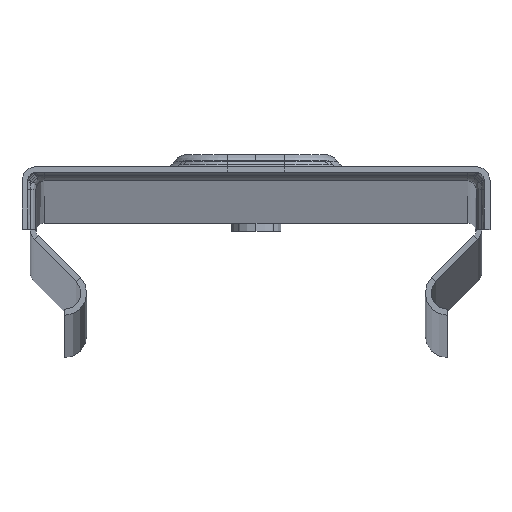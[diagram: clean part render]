
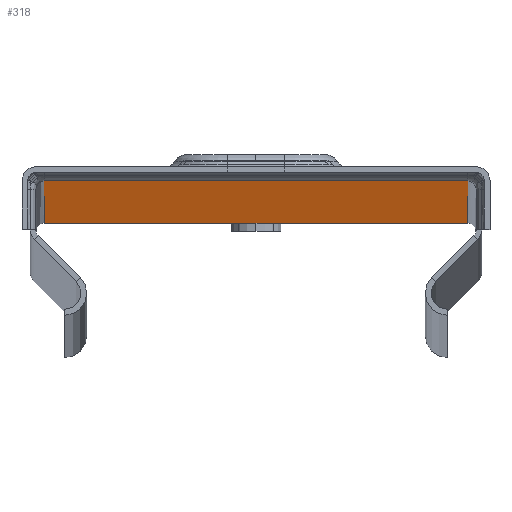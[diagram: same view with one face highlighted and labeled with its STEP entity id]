
A CAD part, top view. The second image highlights one B-rep face of the part: STEP entity #318.
In plain terms, the highlighted planar face has unit normal (0, -1, 0).
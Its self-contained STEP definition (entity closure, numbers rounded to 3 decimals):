
#53 = CARTESIAN_POINT ( 'NONE',  ( -27., 0., 3000. ) ) ;
#67 = PLANE ( 'NONE',  #208 ) ;
#208 = AXIS2_PLACEMENT_3D ( 'NONE', #53, #3504, #1916 ) ;
#318 = ADVANCED_FACE ( 'NONE', ( #804, #3227 ), #67, .F. ) ;
#394 = LINE ( 'NONE', #1270, #1124 ) ;
#418 = VERTEX_POINT ( 'NONE', #2196 ) ;
#453 = CARTESIAN_POINT ( 'NONE',  ( 3., 0., 14.001 ) ) ;
#456 = EDGE_CURVE ( 'NONE', #2474, #3981, #1041, .T. ) ;
#461 = ORIENTED_EDGE ( 'NONE', *, *, #943, .F. ) ;
#487 = LINE ( 'NONE', #3322, #2896 ) ;
#508 = LINE ( 'NONE', #2754, #3847 ) ;
#595 = CARTESIAN_POINT ( 'NONE',  ( 3., 0., 6.903 ) ) ;
#645 = ORIENTED_EDGE ( 'NONE', *, *, #2729, .T. ) ;
#772 = DIRECTION ( 'NONE',  ( 1., 0., 0. ) ) ;
#793 = CIRCLE ( 'NONE', #2051, 7.098 ) ;
#804 = FACE_OUTER_BOUND ( 'NONE', #3764, .T. ) ;
#827 = VERTEX_POINT ( 'NONE', #3896 ) ;
#843 = ORIENTED_EDGE ( 'NONE', *, *, #1590, .F. ) ;
#853 = DIRECTION ( 'NONE',  ( 0., -1., 0. ) ) ;
#943 = EDGE_CURVE ( 'NONE', #3981, #1137, #508, .T. ) ;
#1018 = ORIENTED_EDGE ( 'NONE', *, *, #3367, .F. ) ;
#1041 = CIRCLE ( 'NONE', #1256, 7.098 ) ;
#1124 = VECTOR ( 'NONE', #2215, 1000. ) ;
#1137 = VERTEX_POINT ( 'NONE', #595 ) ;
#1142 = CARTESIAN_POINT ( 'NONE',  ( 26., 0., 0. ) ) ;
#1223 = DIRECTION ( 'NONE',  ( 1., 0., 0. ) ) ;
#1256 = AXIS2_PLACEMENT_3D ( 'NONE', #1542, #3438, #1223 ) ;
#1270 = CARTESIAN_POINT ( 'NONE',  ( 0., 0., 21.099 ) ) ;
#1396 = CARTESIAN_POINT ( 'NONE',  ( 26., 0., 2968.764 ) ) ;
#1445 = EDGE_CURVE ( 'NONE', #2503, #827, #793, .T. ) ;
#1477 = CARTESIAN_POINT ( 'NONE',  ( -26., 0., 3000. ) ) ;
#1542 = CARTESIAN_POINT ( 'NONE',  ( -3., 0., 14.001 ) ) ;
#1560 = AXIS2_PLACEMENT_3D ( 'NONE', #453, #2662, #772 ) ;
#1574 = DIRECTION ( 'NONE',  ( -1., 0., 0. ) ) ;
#1589 = EDGE_CURVE ( 'NONE', #827, #2474, #394, .T. ) ;
#1590 = EDGE_CURVE ( 'NONE', #3382, #1883, #2080, .T. ) ;
#1651 = CARTESIAN_POINT ( 'NONE',  ( -3., 0., 21.099 ) ) ;
#1659 = ORIENTED_EDGE ( 'NONE', *, *, #1445, .F. ) ;
#1856 = CARTESIAN_POINT ( 'NONE',  ( -3., 0., 6.903 ) ) ;
#1883 = VERTEX_POINT ( 'NONE', #1142 ) ;
#1916 = DIRECTION ( 'NONE',  ( 0., 0., 1. ) ) ;
#1952 = VERTEX_POINT ( 'NONE', #4027 ) ;
#2051 = AXIS2_PLACEMENT_3D ( 'NONE', #2746, #853, #3062 ) ;
#2080 = LINE ( 'NONE', #2233, #3548 ) ;
#2196 = CARTESIAN_POINT ( 'NONE',  ( -26., 0., 0. ) ) ;
#2215 = DIRECTION ( 'NONE',  ( -1., 0., 0. ) ) ;
#2233 = CARTESIAN_POINT ( 'NONE',  ( 26., 0., 3000. ) ) ;
#2257 = EDGE_CURVE ( 'NONE', #418, #1883, #487, .T. ) ;
#2345 = ORIENTED_EDGE ( 'NONE', *, *, #1589, .F. ) ;
#2474 = VERTEX_POINT ( 'NONE', #1651 ) ;
#2503 = VERTEX_POINT ( 'NONE', #3557 ) ;
#2549 = DIRECTION ( 'NONE',  ( 0., 0., -1. ) ) ;
#2662 = DIRECTION ( 'NONE',  ( 0., -1., 0. ) ) ;
#2729 = EDGE_CURVE ( 'NONE', #1952, #418, #3923, .T. ) ;
#2746 = CARTESIAN_POINT ( 'NONE',  ( 3., 0., 14.001 ) ) ;
#2754 = CARTESIAN_POINT ( 'NONE',  ( 0., 0., 6.903 ) ) ;
#2849 = EDGE_LOOP ( 'NONE', ( #2345, #1659, #1018, #461, #3778 ) ) ;
#2896 = VECTOR ( 'NONE', #4059, 1000. ) ;
#3062 = DIRECTION ( 'NONE',  ( 1., 0., 0. ) ) ;
#3070 = DIRECTION ( 'NONE',  ( 1., 0., 0. ) ) ;
#3094 = LINE ( 'NONE', #3163, #3818 ) ;
#3163 = CARTESIAN_POINT ( 'NONE',  ( -27., 0., 2968.764 ) ) ;
#3183 = EDGE_CURVE ( 'NONE', #3382, #1952, #3094, .T. ) ;
#3227 = FACE_BOUND ( 'NONE', #2849, .T. ) ;
#3322 = CARTESIAN_POINT ( 'NONE',  ( -27., 0., 0. ) ) ;
#3367 = EDGE_CURVE ( 'NONE', #1137, #2503, #4055, .T. ) ;
#3370 = DIRECTION ( 'NONE',  ( 0., 0., -1. ) ) ;
#3382 = VERTEX_POINT ( 'NONE', #1396 ) ;
#3438 = DIRECTION ( 'NONE',  ( 0., -1., 0. ) ) ;
#3504 = DIRECTION ( 'NONE',  ( 0., 1., 0. ) ) ;
#3527 = ORIENTED_EDGE ( 'NONE', *, *, #2257, .T. ) ;
#3548 = VECTOR ( 'NONE', #2549, 1000. ) ;
#3557 = CARTESIAN_POINT ( 'NONE',  ( 10.098, 0., 14.001 ) ) ;
#3722 = ORIENTED_EDGE ( 'NONE', *, *, #3183, .T. ) ;
#3764 = EDGE_LOOP ( 'NONE', ( #843, #3722, #645, #3527 ) ) ;
#3778 = ORIENTED_EDGE ( 'NONE', *, *, #456, .F. ) ;
#3818 = VECTOR ( 'NONE', #1574, 1000. ) ;
#3847 = VECTOR ( 'NONE', #3070, 1000. ) ;
#3896 = CARTESIAN_POINT ( 'NONE',  ( 3., 0., 21.099 ) ) ;
#3923 = LINE ( 'NONE', #1477, #4023 ) ;
#3981 = VERTEX_POINT ( 'NONE', #1856 ) ;
#4023 = VECTOR ( 'NONE', #3370, 1000. ) ;
#4027 = CARTESIAN_POINT ( 'NONE',  ( -26., 0., 2968.764 ) ) ;
#4055 = CIRCLE ( 'NONE', #1560, 7.098 ) ;
#4059 = DIRECTION ( 'NONE',  ( 1., 0., 0. ) ) ;
